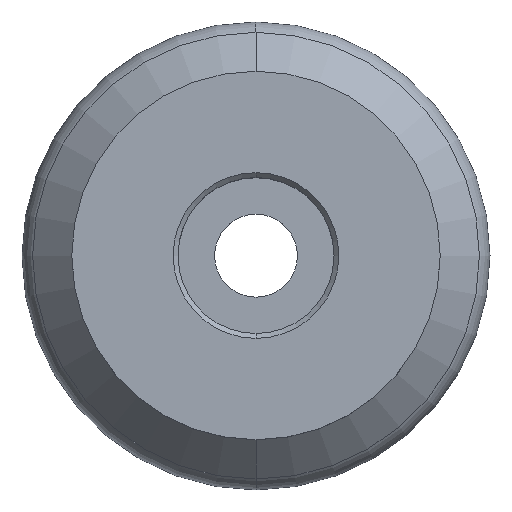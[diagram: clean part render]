
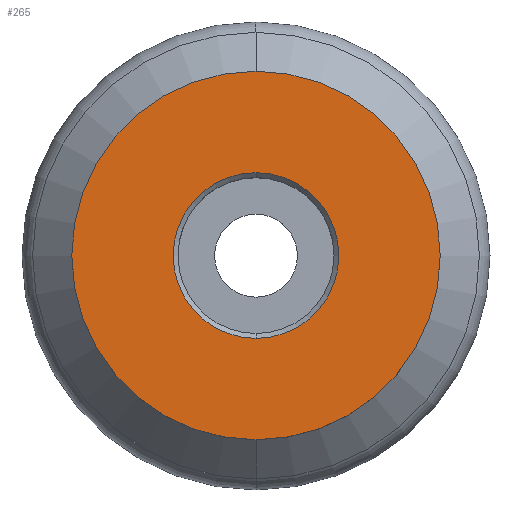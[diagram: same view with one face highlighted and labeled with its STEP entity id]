
A CAD part, top view. The second image highlights one B-rep face of the part: STEP entity #265.
In plain terms, the highlighted planar face has unit normal (0, 0, 1).
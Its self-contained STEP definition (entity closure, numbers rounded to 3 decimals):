
#183=EDGE_CURVE('',#247,#187,#440,.T.);
#187=VERTEX_POINT('',#444);
#191=EDGE_CURVE('',#187,#247,#449,.T.);
#199=VERTEX_POINT('',#457);
#247=VERTEX_POINT('',#515);
#265=ADVANCED_FACE('',(#534,#535),#536,.T.);
#349=EDGE_CURVE('',#199,#371,#634,.T.);
#357=EDGE_CURVE('',#371,#199,#642,.T.);
#371=VERTEX_POINT('',#657);
#440=CIRCLE('',#731,30.0);
#444=CARTESIAN_POINT('',(0.0,30.0,0.0));
#449=CIRCLE('',#741,30.0);
#457=CARTESIAN_POINT('',(0.0,13.494,0.0));
#515=CARTESIAN_POINT('',(0.,-30.0,0.0));
#534=FACE_BOUND('',#849,.T.);
#535=FACE_OUTER_BOUND('',#850,.T.);
#536=PLANE('',#851);
#634=CIRCLE('',#974,13.494);
#642=CIRCLE('',#986,13.494);
#657=CARTESIAN_POINT('',(0.,-13.494,0.0));
#731=AXIS2_PLACEMENT_3D('',#1057,#1058,#1059);
#741=AXIS2_PLACEMENT_3D('',#1068,#1069,#1070);
#849=EDGE_LOOP('',(#1186,#1187));
#850=EDGE_LOOP('',(#1188,#1189));
#851=AXIS2_PLACEMENT_3D('',#1190,#1191,#1192);
#974=AXIS2_PLACEMENT_3D('',#1345,#1346,#1347);
#986=AXIS2_PLACEMENT_3D('',#1357,#1358,#1359);
#1057=CARTESIAN_POINT('',(0.0,0.0,0.0));
#1058=DIRECTION('',(0.0,0.0,-1.0));
#1059=DIRECTION('',(0.0,1.0,0.0));
#1068=CARTESIAN_POINT('',(0.0,0.0,0.0));
#1069=DIRECTION('',(0.0,0.0,-1.0));
#1070=DIRECTION('',(0.0,1.0,0.0));
#1186=ORIENTED_EDGE('',*,*,#349,.T.);
#1187=ORIENTED_EDGE('',*,*,#357,.T.);
#1188=ORIENTED_EDGE('',*,*,#191,.F.);
#1189=ORIENTED_EDGE('',*,*,#183,.F.);
#1190=CARTESIAN_POINT('',(0.0,15.0,0.0));
#1191=DIRECTION('',(-0.0,0.0,1.0));
#1192=DIRECTION('',(0.0,-1.0,0.0));
#1345=CARTESIAN_POINT('',(0.0,0.0,0.0));
#1346=DIRECTION('',(-0.0,0.0,-1.0));
#1347=DIRECTION('',(0.0,1.0,0.0));
#1357=CARTESIAN_POINT('',(0.0,0.0,0.0));
#1358=DIRECTION('',(-0.0,0.0,-1.0));
#1359=DIRECTION('',(0.0,1.0,0.0));
